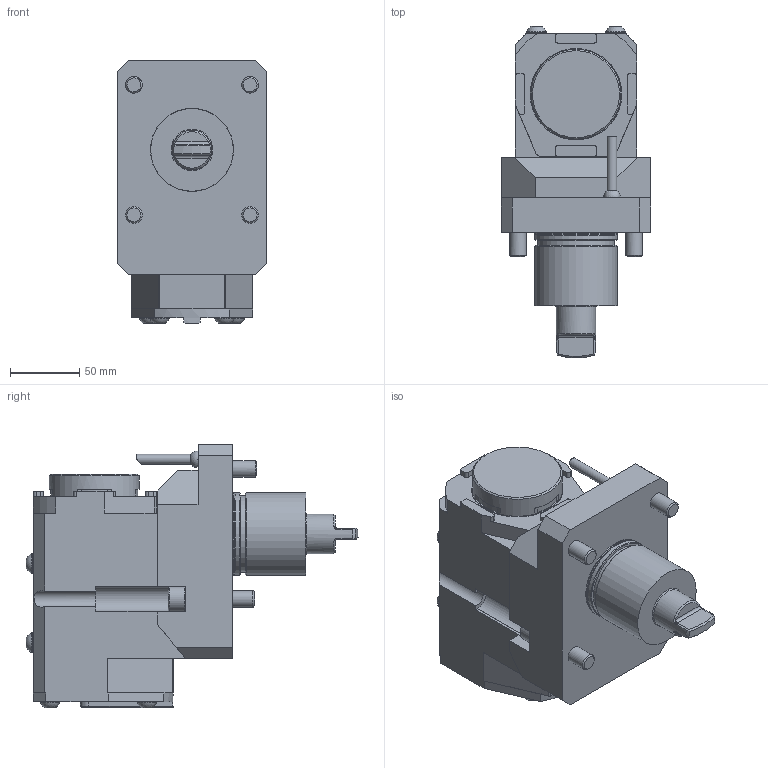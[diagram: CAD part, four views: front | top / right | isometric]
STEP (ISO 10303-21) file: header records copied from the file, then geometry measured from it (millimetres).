
FILE_DESCRIPTION (( 'STEP AP214' ), '1' );
FILE_NAME ('RRPPAH40I331UNL.STEP', '2025-11-05T09:06:34', ( '' ), ( '' ), 'SwSTEP 2.0', 'SolidWorks 2023', '' );
FILE_SCHEMA (( 'AUTOMOTIVE_DESIGN' ));
Length unit declared in the file: millimetre
Products named in the file (1): RRPPAH40I331UNL
Bounding box: 108 x 240.1 x 190.9 mm (x, y, z)
Volume: 2172917 mm3; surface area: 136971.6 mm2
Topology: 1 solids, 1 shells, 694 faces, 1764 edges, 1151 vertices
Faces by surface type: plane 479, cylinder 93, bspline 78, cone 25, torus 10, sphere 9
Full cylindrical faces by diameter (mm): 1.7 x1, 2.1 x1, 6.366 x1, 7 x1, 8 x4, 12 x5, 12.5 x1, 14 x8, 18 x2, 28.5 x1, 55.2 x1, 59.5 x1, 59.8 x1, 59.9 x1, 65 x1
Entity records: 28227 total; most frequent: CARTESIAN_POINT 8915, ORIENTED_EDGE 3338, DIRECTION 2999, EDGE_CURVE 1669, LINE 1193, VECTOR 1193, VERTEX_POINT 1117, AXIS2_PLACEMENT_3D 903
